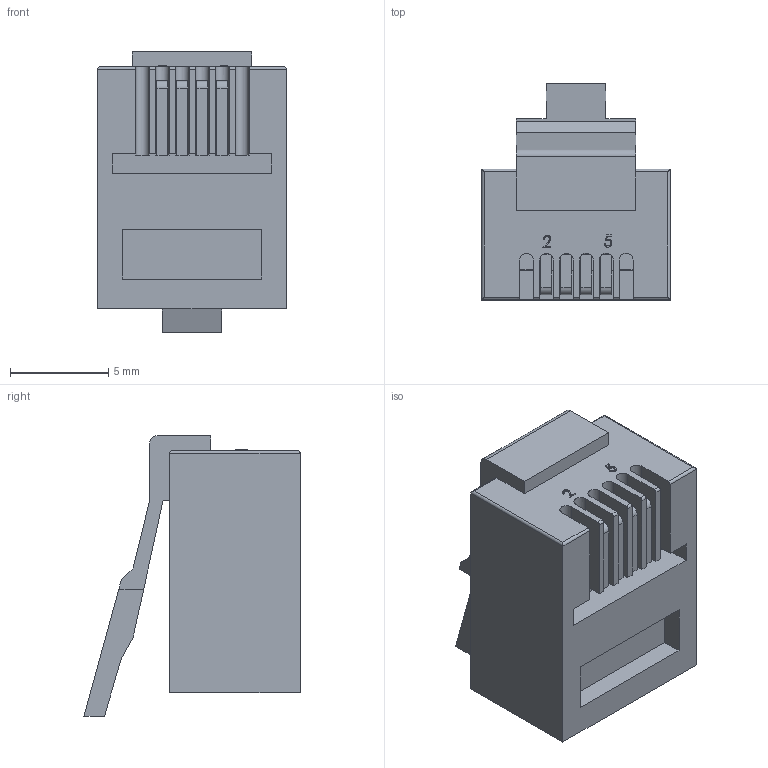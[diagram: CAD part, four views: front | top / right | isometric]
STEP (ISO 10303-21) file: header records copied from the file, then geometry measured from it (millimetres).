
FILE_DESCRIPTION (( 'STEP AP203' ), '1' );
FILE_NAME ('TSP3046R.STEP', '2006-06-30T18:56:42', ( ' ' ), ( ' ' ), 'SwSTEP 2.0', 'SolidWorks 2005354', '' );
FILE_SCHEMA (( 'CONFIG_CONTROL_DESIGN' ));
Length unit declared in the file: inch
Products named in the file (1): TSP3046R
Bounding box: 9.63 x 11.03 x 14.29 mm (x, y, z)
Volume: 697.9 mm3; surface area: 1017.6 mm2
Topology: 1 solids, 1 shells, 159 faces, 443 edges, 290 vertices
Faces by surface type: plane 118, cylinder 26, bspline 14, torus 1
Entity records: 6425 total; most frequent: CARTESIAN_POINT 2335, ORIENTED_EDGE 886, DIRECTION 754, EDGE_CURVE 443, VECTOR 352, LINE 352, VERTEX_POINT 290, AXIS2_PLACEMENT_3D 201
